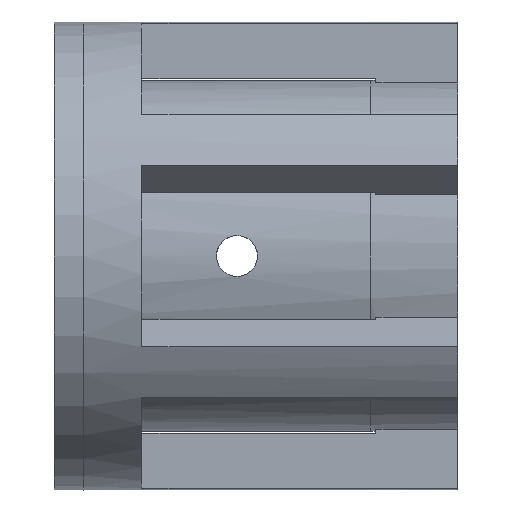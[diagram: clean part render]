
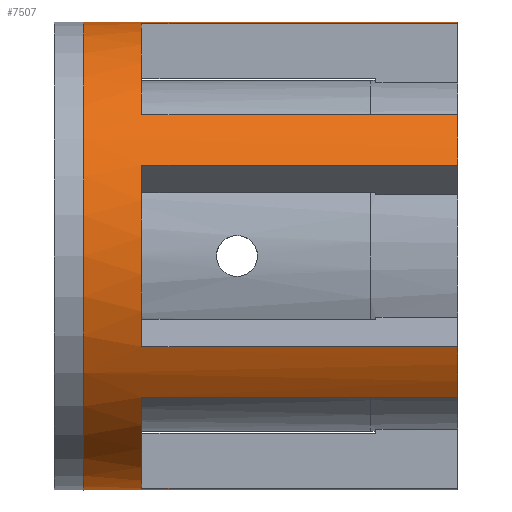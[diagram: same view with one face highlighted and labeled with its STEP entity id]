
A CAD part, left-side view. The second image highlights one B-rep face of the part: STEP entity #7507.
In plain terms, the highlighted cylindrical face has radius 40 mm (diameter 80 mm), a partial arc.
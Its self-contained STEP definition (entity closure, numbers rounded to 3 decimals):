
#66 = DIRECTION ( 'NONE',  ( 0., 0., -1. ) ) ;
#233 = VECTOR ( 'NONE', #7951, 1000. ) ;
#322 = CARTESIAN_POINT ( 'NONE',  ( 0., 0., 0. ) ) ;
#333 = VERTEX_POINT ( 'NONE', #671 ) ;
#487 = AXIS2_PLACEMENT_3D ( 'NONE', #5576, #1498, #6264 ) ;
#556 = LINE ( 'NONE', #6099, #2375 ) ;
#572 = CARTESIAN_POINT ( 'NONE',  ( 0., 64., -40. ) ) ;
#656 = CIRCLE ( 'NONE', #3067, 40. ) ;
#671 = CARTESIAN_POINT ( 'NONE',  ( -36.869, 0., 15.513 ) ) ;
#674 = EDGE_CURVE ( 'NONE', #7944, #8538, #1709, .T. ) ;
#697 = ORIENTED_EDGE ( 'NONE', *, *, #7409, .F. ) ;
#699 = VERTEX_POINT ( 'NONE', #3721 ) ;
#724 = AXIS2_PLACEMENT_3D ( 'NONE', #322, #5097, #999 ) ;
#853 = ORIENTED_EDGE ( 'NONE', *, *, #1017, .F. ) ;
#862 = CARTESIAN_POINT ( 'NONE',  ( 0., 54., 0. ) ) ;
#902 = DIRECTION ( 'NONE',  ( 0., 1., 0. ) ) ;
#939 = ORIENTED_EDGE ( 'NONE', *, *, #4420, .T. ) ;
#999 = DIRECTION ( 'NONE',  ( -0.866, 0., 0.5 ) ) ;
#1017 = EDGE_CURVE ( 'NONE', #2693, #4253, #2033, .T. ) ;
#1263 = EDGE_CURVE ( 'NONE', #699, #7046, #2785, .T. ) ;
#1321 = ORIENTED_EDGE ( 'NONE', *, *, #2624, .T. ) ;
#1355 = ORIENTED_EDGE ( 'NONE', *, *, #674, .F. ) ;
#1438 = CIRCLE ( 'NONE', #487, 40. ) ;
#1498 = DIRECTION ( 'NONE',  ( 0., 1., 0. ) ) ;
#1520 = VECTOR ( 'NONE', #1562, 1000. ) ;
#1549 = DIRECTION ( 'NONE',  ( 0., 0., 1. ) ) ;
#1562 = DIRECTION ( 'NONE',  ( 0., -1., 0. ) ) ;
#1678 = AXIS2_PLACEMENT_3D ( 'NONE', #8224, #4163, #66 ) ;
#1709 = LINE ( 'NONE', #4550, #3319 ) ;
#1827 = CYLINDRICAL_SURFACE ( 'NONE', #7162, 40. ) ;
#1874 = DIRECTION ( 'NONE',  ( 0., -1., 0. ) ) ;
#1923 = VERTEX_POINT ( 'NONE', #7154 ) ;
#2024 = DIRECTION ( 'NONE',  ( 0., -1., 0. ) ) ;
#2033 = LINE ( 'NONE', #8060, #7026 ) ;
#2045 = CARTESIAN_POINT ( 'NONE',  ( -5., 14., -39.686 ) ) ;
#2052 = ORIENTED_EDGE ( 'NONE', *, *, #5804, .T. ) ;
#2072 = LINE ( 'NONE', #2045, #7283 ) ;
#2159 = CIRCLE ( 'NONE', #3924, 40. ) ;
#2375 = VECTOR ( 'NONE', #2024, 1000. ) ;
#2477 = CARTESIAN_POINT ( 'NONE',  ( 0., 0., 0. ) ) ;
#2508 = CARTESIAN_POINT ( 'NONE',  ( -5., 54., -39.686 ) ) ;
#2624 = EDGE_CURVE ( 'NONE', #7046, #5966, #1438, .T. ) ;
#2665 = CARTESIAN_POINT ( 'NONE',  ( -5., 14., 39.686 ) ) ;
#2693 = VERTEX_POINT ( 'NONE', #6976 ) ;
#2785 = LINE ( 'NONE', #5772, #4379 ) ;
#2793 = LINE ( 'NONE', #2665, #6398 ) ;
#2812 = CARTESIAN_POINT ( 'NONE',  ( 0., 0., -40. ) ) ;
#2907 = ORIENTED_EDGE ( 'NONE', *, *, #2937, .T. ) ;
#2937 = EDGE_CURVE ( 'NONE', #5491, #7452, #6332, .T. ) ;
#3067 = AXIS2_PLACEMENT_3D ( 'NONE', #3077, #7824, #3763 ) ;
#3077 = CARTESIAN_POINT ( 'NONE',  ( 0., 64., 0. ) ) ;
#3170 = DIRECTION ( 'NONE',  ( 0., 0., 1. ) ) ;
#3239 = DIRECTION ( 'NONE',  ( 0., 0., -1. ) ) ;
#3307 = CARTESIAN_POINT ( 'NONE',  ( 0., 0., 40. ) ) ;
#3319 = VECTOR ( 'NONE', #7755, 1000. ) ;
#3346 = CIRCLE ( 'NONE', #3988, 40. ) ;
#3349 = CARTESIAN_POINT ( 'NONE',  ( -31.869, 0., -24.173 ) ) ;
#3610 = CARTESIAN_POINT ( 'NONE',  ( -31.869, 0., 24.173 ) ) ;
#3642 = FACE_OUTER_BOUND ( 'NONE', #7652, .T. ) ;
#3721 = CARTESIAN_POINT ( 'NONE',  ( -31.869, 54., -24.173 ) ) ;
#3743 = CIRCLE ( 'NONE', #8016, 40. ) ;
#3761 = VERTEX_POINT ( 'NONE', #5294 ) ;
#3763 = DIRECTION ( 'NONE',  ( 0., 0., 1. ) ) ;
#3862 = LINE ( 'NONE', #6578, #233 ) ;
#3924 = AXIS2_PLACEMENT_3D ( 'NONE', #2477, #7230, #3170 ) ;
#3988 = AXIS2_PLACEMENT_3D ( 'NONE', #5004, #902, #5665 ) ;
#3998 = DIRECTION ( 'NONE',  ( 0., 1., 0. ) ) ;
#4163 = DIRECTION ( 'NONE',  ( 0., 1., 0. ) ) ;
#4253 = VERTEX_POINT ( 'NONE', #3307 ) ;
#4379 = VECTOR ( 'NONE', #6494, 1000. ) ;
#4420 = EDGE_CURVE ( 'NONE', #1923, #333, #5775, .T. ) ;
#4542 = ORIENTED_EDGE ( 'NONE', *, *, #5872, .T. ) ;
#4550 = CARTESIAN_POINT ( 'NONE',  ( -31.869, 14., 24.173 ) ) ;
#4572 = CARTESIAN_POINT ( 'NONE',  ( 0., 14., 0. ) ) ;
#4789 = DIRECTION ( 'NONE',  ( 0., -1., 0. ) ) ;
#4817 = EDGE_CURVE ( 'NONE', #8745, #7452, #2072, .T. ) ;
#4978 = ORIENTED_EDGE ( 'NONE', *, *, #6902, .T. ) ;
#5004 = CARTESIAN_POINT ( 'NONE',  ( 0., 54., 0. ) ) ;
#5097 = DIRECTION ( 'NONE',  ( 0., 1., 0. ) ) ;
#5294 = CARTESIAN_POINT ( 'NONE',  ( -5., 54., 39.686 ) ) ;
#5296 = ORIENTED_EDGE ( 'NONE', *, *, #7479, .F. ) ;
#5452 = ORIENTED_EDGE ( 'NONE', *, *, #6855, .T. ) ;
#5491 = VERTEX_POINT ( 'NONE', #2812 ) ;
#5505 = AXIS2_PLACEMENT_3D ( 'NONE', #8057, #3998, #8746 ) ;
#5515 = ORIENTED_EDGE ( 'NONE', *, *, #4817, .F. ) ;
#5576 = CARTESIAN_POINT ( 'NONE',  ( 0., 0., 0. ) ) ;
#5619 = DIRECTION ( 'NONE',  ( 0., 1., 0. ) ) ;
#5665 = DIRECTION ( 'NONE',  ( 0., 0., 1. ) ) ;
#5772 = CARTESIAN_POINT ( 'NONE',  ( -31.869, 14., -24.173 ) ) ;
#5775 = LINE ( 'NONE', #7625, #1520 ) ;
#5804 = EDGE_CURVE ( 'NONE', #8745, #699, #5988, .T. ) ;
#5872 = EDGE_CURVE ( 'NONE', #8283, #5491, #556, .T. ) ;
#5918 = CARTESIAN_POINT ( 'NONE',  ( -5., 0., 39.686 ) ) ;
#5966 = VERTEX_POINT ( 'NONE', #6213 ) ;
#5988 = CIRCLE ( 'NONE', #5505, 40. ) ;
#6046 = EDGE_CURVE ( 'NONE', #7655, #1923, #3346, .T. ) ;
#6099 = CARTESIAN_POINT ( 'NONE',  ( 0., 14., -40. ) ) ;
#6195 = ORIENTED_EDGE ( 'NONE', *, *, #6046, .T. ) ;
#6213 = CARTESIAN_POINT ( 'NONE',  ( -36.869, 0., -15.513 ) ) ;
#6264 = DIRECTION ( 'NONE',  ( -0.866, 0., -0.5 ) ) ;
#6332 = CIRCLE ( 'NONE', #1678, 40. ) ;
#6398 = VECTOR ( 'NONE', #6735, 1000. ) ;
#6494 = DIRECTION ( 'NONE',  ( 0., -1., 0. ) ) ;
#6510 = CARTESIAN_POINT ( 'NONE',  ( -36.869, 54., -15.513 ) ) ;
#6578 = CARTESIAN_POINT ( 'NONE',  ( -36.869, 14., -15.513 ) ) ;
#6735 = DIRECTION ( 'NONE',  ( 0., -1., 0. ) ) ;
#6855 = EDGE_CURVE ( 'NONE', #333, #8538, #7565, .T. ) ;
#6860 = CARTESIAN_POINT ( 'NONE',  ( -31.869, 54., 24.173 ) ) ;
#6902 = EDGE_CURVE ( 'NONE', #7501, #4253, #2159, .T. ) ;
#6976 = CARTESIAN_POINT ( 'NONE',  ( 0., 64., 40. ) ) ;
#7026 = VECTOR ( 'NONE', #1874, 1000. ) ;
#7046 = VERTEX_POINT ( 'NONE', #3349 ) ;
#7154 = CARTESIAN_POINT ( 'NONE',  ( -36.869, 54., 15.513 ) ) ;
#7162 = AXIS2_PLACEMENT_3D ( 'NONE', #4572, #7296, #3239 ) ;
#7230 = DIRECTION ( 'NONE',  ( 0., 1., 0. ) ) ;
#7234 = CARTESIAN_POINT ( 'NONE',  ( -5., 0., -39.686 ) ) ;
#7283 = VECTOR ( 'NONE', #4789, 1000. ) ;
#7296 = DIRECTION ( 'NONE',  ( 0., -1., 0. ) ) ;
#7409 = EDGE_CURVE ( 'NONE', #8283, #2693, #656, .T. ) ;
#7452 = VERTEX_POINT ( 'NONE', #7234 ) ;
#7479 = EDGE_CURVE ( 'NONE', #7655, #5966, #3862, .T. ) ;
#7501 = VERTEX_POINT ( 'NONE', #5918 ) ;
#7507 = ADVANCED_FACE ( 'NONE', ( #3642 ), #1827, .T. ) ;
#7565 = CIRCLE ( 'NONE', #724, 40. ) ;
#7625 = CARTESIAN_POINT ( 'NONE',  ( -36.869, 14., 15.513 ) ) ;
#7652 = EDGE_LOOP ( 'NONE', ( #853, #697, #4542, #2907, #5515, #2052, #7667, #1321, #5296, #6195, #939, #5452, #1355, #7825, #8163, #4978 ) ) ;
#7655 = VERTEX_POINT ( 'NONE', #6510 ) ;
#7667 = ORIENTED_EDGE ( 'NONE', *, *, #1263, .T. ) ;
#7755 = DIRECTION ( 'NONE',  ( 0., -1., 0. ) ) ;
#7824 = DIRECTION ( 'NONE',  ( 0., 1., 0. ) ) ;
#7825 = ORIENTED_EDGE ( 'NONE', *, *, #8506, .T. ) ;
#7944 = VERTEX_POINT ( 'NONE', #6860 ) ;
#7951 = DIRECTION ( 'NONE',  ( 0., -1., 0. ) ) ;
#8016 = AXIS2_PLACEMENT_3D ( 'NONE', #862, #5619, #1549 ) ;
#8057 = CARTESIAN_POINT ( 'NONE',  ( 0., 54., 0. ) ) ;
#8060 = CARTESIAN_POINT ( 'NONE',  ( 0., 14., 40. ) ) ;
#8163 = ORIENTED_EDGE ( 'NONE', *, *, #8328, .T. ) ;
#8224 = CARTESIAN_POINT ( 'NONE',  ( 0., 0., 0. ) ) ;
#8283 = VERTEX_POINT ( 'NONE', #572 ) ;
#8328 = EDGE_CURVE ( 'NONE', #3761, #7501, #2793, .T. ) ;
#8506 = EDGE_CURVE ( 'NONE', #7944, #3761, #3743, .T. ) ;
#8538 = VERTEX_POINT ( 'NONE', #3610 ) ;
#8745 = VERTEX_POINT ( 'NONE', #2508 ) ;
#8746 = DIRECTION ( 'NONE',  ( 0., 0., 1. ) ) ;
